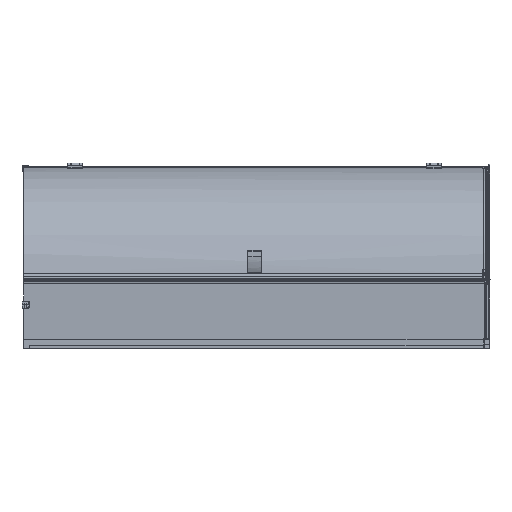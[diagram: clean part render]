
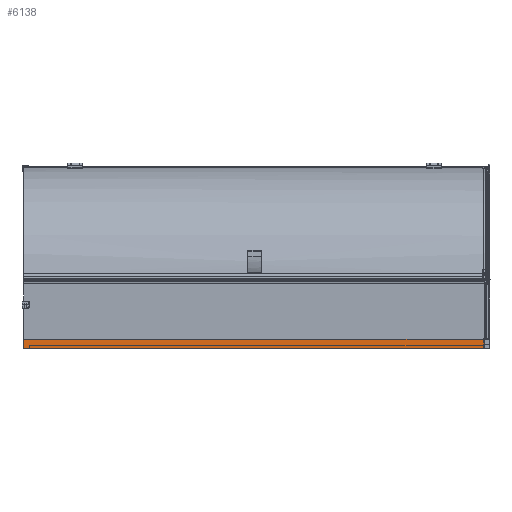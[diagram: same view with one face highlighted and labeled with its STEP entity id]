
A CAD part, left-side view. The second image highlights one B-rep face of the part: STEP entity #6138.
In plain terms, the highlighted cylindrical face has radius 960.746 mm (diameter 1921.49 mm), a partial arc.
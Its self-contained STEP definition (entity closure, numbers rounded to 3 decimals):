
#4010 = CARTESIAN_POINT ( 'NONE',  ( -666.809, 966.5, -748.706 ) ) ;
#6138 = ADVANCED_FACE ( 'NONE', ( #90730 ), #100063, .T. ) ;
#6219 = ORIENTED_EDGE ( 'NONE', *, *, #102905, .T. ) ;
#9476 = DIRECTION ( 'NONE',  ( 0., -1., 0. ) ) ;
#10336 = CARTESIAN_POINT ( 'NONE',  ( -666.809, -959.5, -748.706 ) ) ;
#15858 = LINE ( 'NONE', #10336, #127655 ) ;
#20624 = EDGE_CURVE ( 'NONE', #102864, #119746, #61310, .T. ) ;
#23949 = CARTESIAN_POINT ( 'NONE',  ( -666.809, 966.5, -748.707 ) ) ;
#25358 = CARTESIAN_POINT ( 'NONE',  ( -666.806, 966.8, -709.49 ) ) ;
#27043 = CIRCLE ( 'NONE', #78852, 960.747 ) ;
#29359 = DIRECTION ( 'NONE',  ( -1., 0., 0. ) ) ;
#29536 = CARTESIAN_POINT ( 'NONE',  ( 293.739, -959.5, -729.173 ) ) ;
#34175 = EDGE_LOOP ( 'NONE', ( #67539, #54099, #35241, #6219, #88969 ) ) ;
#34268 = B_SPLINE_CURVE_WITH_KNOTS ( 'NONE', 3,
 ( #84739, #125902, #85566, #65162 ),
 .UNSPECIFIED., .F., .F.,
 ( 4, 4 ),
 ( 0., 1. ),
 .UNSPECIFIED. ) ;
#35241 = ORIENTED_EDGE ( 'NONE', *, *, #41157, .F. ) ;
#41157 = EDGE_CURVE ( 'NONE', #99619, #54454, #124751, .T. ) ;
#43927 = DIRECTION ( 'NONE',  ( 0., 1., 0. ) ) ;
#47276 = CARTESIAN_POINT ( 'NONE',  ( -666.806, -959.5, -709.49 ) ) ;
#49550 = DIRECTION ( 'NONE',  ( 0., -1., 0. ) ) ;
#54099 = ORIENTED_EDGE ( 'NONE', *, *, #100638, .F. ) ;
#54454 = VERTEX_POINT ( 'NONE', #100023 ) ;
#61310 = LINE ( 'NONE', #87685, #76767 ) ;
#65162 = CARTESIAN_POINT ( 'NONE',  ( -666.806, -959.5, -709.49 ) ) ;
#67539 = ORIENTED_EDGE ( 'NONE', *, *, #20624, .T. ) ;
#69334 = DIRECTION ( 'NONE',  ( 0., 1., 0. ) ) ;
#75581 = CARTESIAN_POINT ( 'NONE',  ( -666.809, -959.5, -748.706 ) ) ;
#76767 = VECTOR ( 'NONE', #128012, 1000. ) ;
#78852 = AXIS2_PLACEMENT_3D ( 'NONE', #80192, #69334, #29359 ) ;
#80192 = CARTESIAN_POINT ( 'NONE',  ( 293.739, 966.8, -729.173 ) ) ;
#84739 = CARTESIAN_POINT ( 'NONE',  ( -666.809, -959.5, -748.706 ) ) ;
#85566 = CARTESIAN_POINT ( 'NONE',  ( -667.073, -959.5, -722.56 ) ) ;
#87685 = CARTESIAN_POINT ( 'NONE',  ( -666.806, -959.5, -709.49 ) ) ;
#88969 = ORIENTED_EDGE ( 'NONE', *, *, #114792, .T. ) ;
#90730 = FACE_OUTER_BOUND ( 'NONE', #34175, .T. ) ;
#99619 = VERTEX_POINT ( 'NONE', #4010 ) ;
#100023 = CARTESIAN_POINT ( 'NONE',  ( -666.809, 966.8, -748.707 ) ) ;
#100063 = CYLINDRICAL_SURFACE ( 'NONE', #105743, 960.747 ) ;
#100638 = EDGE_CURVE ( 'NONE', #54454, #119746, #27043, .T. ) ;
#102864 = VERTEX_POINT ( 'NONE', #47276 ) ;
#102905 = EDGE_CURVE ( 'NONE', #99619, #113218, #15858, .T. ) ;
#105743 = AXIS2_PLACEMENT_3D ( 'NONE', #29536, #49550, #127667 ) ;
#113218 = VERTEX_POINT ( 'NONE', #75581 ) ;
#114792 = EDGE_CURVE ( 'NONE', #113218, #102864, #34268, .T. ) ;
#119746 = VERTEX_POINT ( 'NONE', #25358 ) ;
#124751 = LINE ( 'NONE', #23949, #126364 ) ;
#125902 = CARTESIAN_POINT ( 'NONE',  ( -667.074, -959.5, -735.636 ) ) ;
#126364 = VECTOR ( 'NONE', #43927, 1000. ) ;
#127655 = VECTOR ( 'NONE', #9476, 1000. ) ;
#127667 = DIRECTION ( 'NONE',  ( 0., 0., -1. ) ) ;
#128012 = DIRECTION ( 'NONE',  ( 0., 1., 0. ) ) ;
